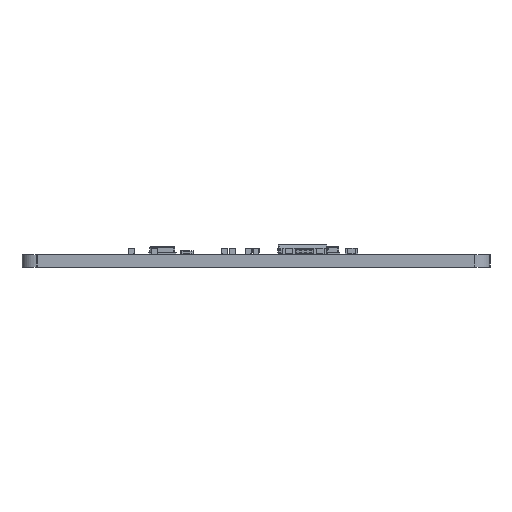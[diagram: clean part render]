
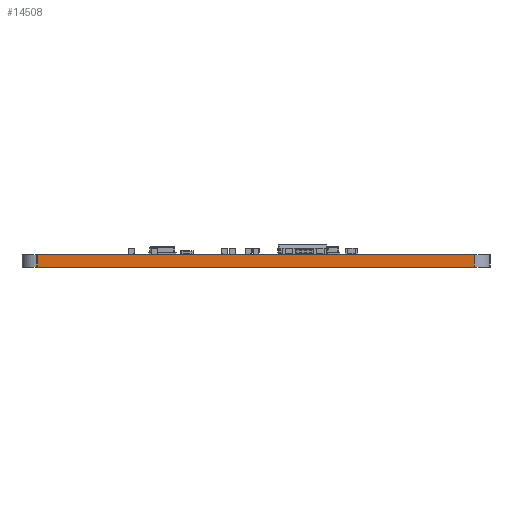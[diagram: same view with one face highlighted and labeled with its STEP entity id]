
A CAD part, left-side view. The second image highlights one B-rep face of the part: STEP entity #14508.
In plain terms, the highlighted planar face has unit normal (-1, 0, 0).
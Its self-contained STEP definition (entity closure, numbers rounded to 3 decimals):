
#13052 = VERTEX_POINT('',#13053);
#13053 = CARTESIAN_POINT('',(71.,-76.,0.));
#13059 = EDGE_CURVE('',#13060,#13052,#13062,.T.);
#13060 = VERTEX_POINT('',#13061);
#13061 = CARTESIAN_POINT('',(71.,-132.,0.));
#13062 = LINE('',#13063,#13064);
#13063 = CARTESIAN_POINT('',(71.,-132.,0.));
#13064 = VECTOR('',#13065,1.);
#13065 = DIRECTION('',(0.,1.,0.));
#13741 = VERTEX_POINT('',#13742);
#13742 = CARTESIAN_POINT('',(71.,-76.,1.6));
#13748 = EDGE_CURVE('',#13749,#13741,#13751,.T.);
#13749 = VERTEX_POINT('',#13750);
#13750 = CARTESIAN_POINT('',(71.,-132.,1.6));
#13751 = LINE('',#13752,#13753);
#13752 = CARTESIAN_POINT('',(71.,-132.,1.6));
#13753 = VECTOR('',#13754,1.);
#13754 = DIRECTION('',(0.,1.,0.));
#14478 = EDGE_CURVE('',#13052,#13741,#14479,.T.);
#14479 = LINE('',#14480,#14481);
#14480 = CARTESIAN_POINT('',(71.,-76.,0.));
#14481 = VECTOR('',#14482,1.);
#14482 = DIRECTION('',(0.,0.,1.));
#14508 = ADVANCED_FACE('',(#14509),#14520,.T.);
#14509 = FACE_BOUND('',#14510,.T.);
#14510 = EDGE_LOOP('',(#14511,#14517,#14518,#14519));
#14511 = ORIENTED_EDGE('',*,*,#14512,.T.);
#14512 = EDGE_CURVE('',#13060,#13749,#14513,.T.);
#14513 = LINE('',#14514,#14515);
#14514 = CARTESIAN_POINT('',(71.,-132.,0.));
#14515 = VECTOR('',#14516,1.);
#14516 = DIRECTION('',(0.,0.,1.));
#14517 = ORIENTED_EDGE('',*,*,#13748,.T.);
#14518 = ORIENTED_EDGE('',*,*,#14478,.F.);
#14519 = ORIENTED_EDGE('',*,*,#13059,.F.);
#14520 = PLANE('',#14521);
#14521 = AXIS2_PLACEMENT_3D('',#14522,#14523,#14524);
#14522 = CARTESIAN_POINT('',(71.,-132.,0.));
#14523 = DIRECTION('',(-1.,0.,0.));
#14524 = DIRECTION('',(0.,1.,0.));
